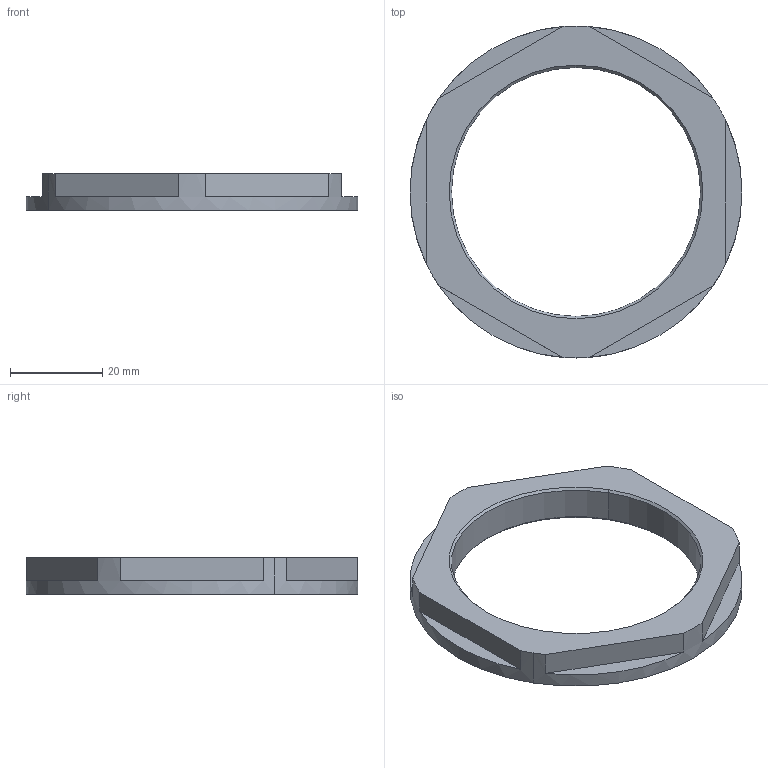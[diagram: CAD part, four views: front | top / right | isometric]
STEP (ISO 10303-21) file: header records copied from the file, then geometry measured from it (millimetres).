
FILE_DESCRIPTION(('CATIA V5 STEP Exchange','CAx-IF Rec.Pracs.--- Model Styling and Organization---1.2---2011-12-15'),'2;1');
FILE_NAME ('D1454682_0_1698250000_1698250000.stp','2018-01-29T11:45:09+00:00',('none'),('Weidmueller'),'CATIA Version 5-6 Release 2014','CATIA V5 STEP AP214','none');
FILE_SCHEMA(('AUTOMOTIVE_DESIGN { 1 0 10303 214 1 1 1 1 }'));
Length unit declared in the file: millimetre
Products named in the file (1): 1698250000_SKMU_PG42-K_GR
Bounding box: 72 x 72 x 8 mm (x, y, z)
Volume: 12017.9 mm3; surface area: 6599.2 mm2
Topology: 1 solids, 1 shells, 22 faces, 56 edges, 36 vertices
Faces by surface type: plane 14, cone 4, cylinder 4
Entity records: 673 total; most frequent: CARTESIAN_POINT 115, ORIENTED_EDGE 112, DIRECTION 100, EDGE_CURVE 56, AXIS2_PLACEMENT_3D 47, VERTEX_POINT 36, VECTOR 32, LINE 32
